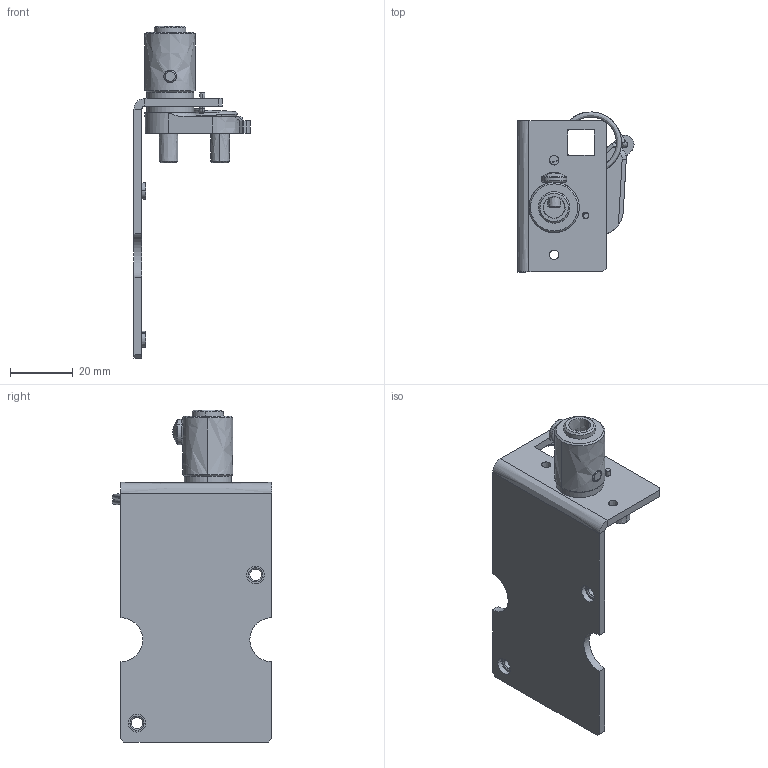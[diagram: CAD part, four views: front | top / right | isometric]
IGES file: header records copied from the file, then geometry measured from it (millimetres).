
Start section:  PTC IGES file: ghs2001901_sw.igs
Global section: file name: ghs2001901_sw.igs; native system: Creo Elements/Pro by Parametric Technology Corporation; preprocessor: 2011310; author: DEX212812; organization: Unknown; date: 20120821.103050; units: millimetre
Bounding box: 36.89 x 50.73 x 105.5 mm (x, y, z)
Surface area: 17210.5 mm2 (no closed solid volume)
Topology: 0 solids, 0 shells, 220 faces, 1086 edges, 1082 vertices
Faces by surface type: bspline 220
